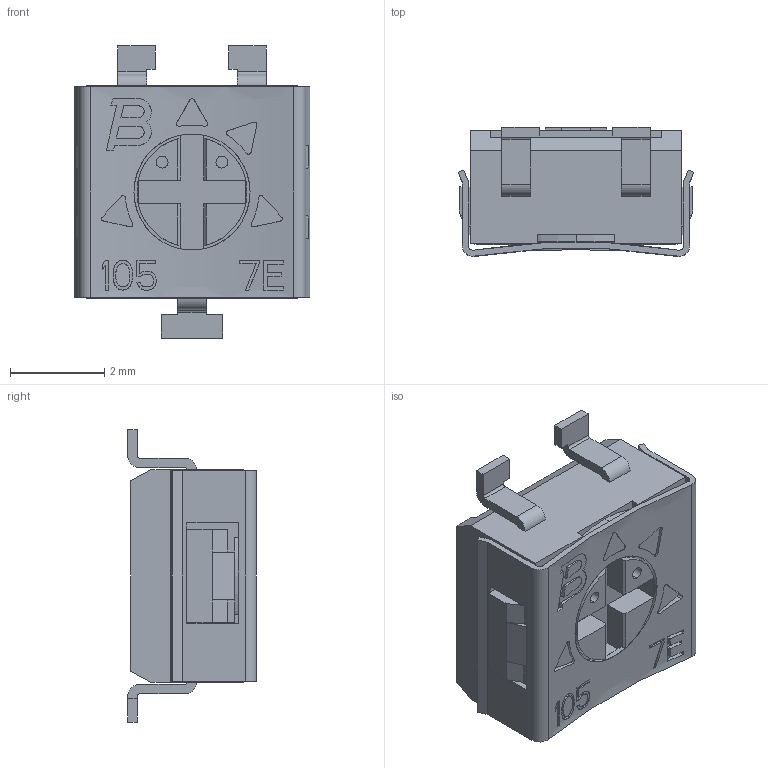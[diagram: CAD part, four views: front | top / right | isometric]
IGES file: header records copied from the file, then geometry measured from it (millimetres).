
Start section:  PTC IGES file: 3314G4.igs
Global section: file name: 3314G4.igs; native system: Creo Parametric by Parametric Technology Corporation; preprocessor: 2012230; author: MaxM; organization: Unknown; date: 20130802.132110; units: inch
Bounding box: 5 x 2.73 x 6.2 mm (x, y, z)
Surface area: 164.9 mm2 (no closed solid volume)
Topology: 0 solids, 0 shells, 345 faces, 1954 edges, 1954 vertices
Faces by surface type: bspline 274, revolution 71
